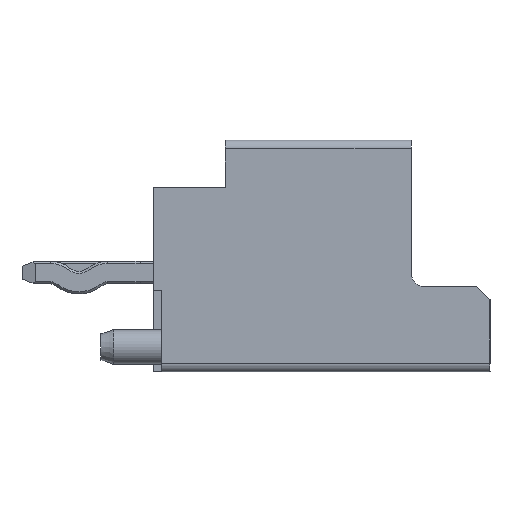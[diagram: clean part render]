
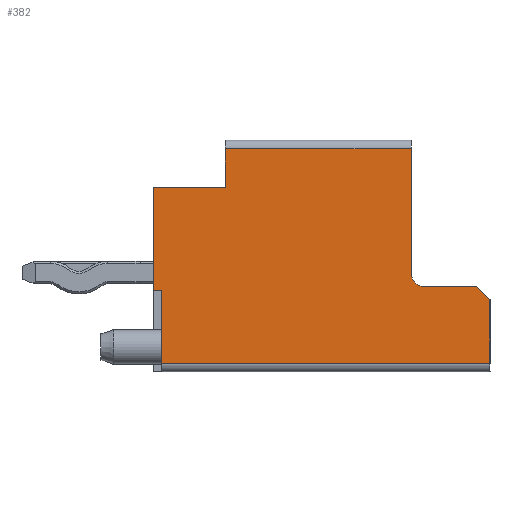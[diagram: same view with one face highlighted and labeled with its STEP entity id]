
A CAD part, left-side view. The second image highlights one B-rep face of the part: STEP entity #382.
In plain terms, the highlighted planar face has unit normal (-1, 0, 0).
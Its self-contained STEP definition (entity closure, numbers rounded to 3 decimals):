
#114=CARTESIAN_POINT('',(-6.,-0.2,0.2));
#115=VERTEX_POINT('',#114);
#123=CARTESIAN_POINT('',(-6.,-0.2,1.85));
#124=VERTEX_POINT('',#123);
#125=CARTESIAN_POINT('',(-6.,-0.2,0.2));
#126=DIRECTION('',(0.,0.,1.));
#127=VECTOR('',#126,1.65);
#128=LINE('',#125,#127);
#129=EDGE_CURVE('',#115,#124,#128,.T.);
#270=CARTESIAN_POINT('',(-6.,0.,4.22));
#271=VERTEX_POINT('',#270);
#279=CARTESIAN_POINT('',(-6.,0.,1.85));
#280=VERTEX_POINT('',#279);
#287=CARTESIAN_POINT('',(-6.,0.,1.85));
#288=DIRECTION('',(0.,0.,1.));
#289=VECTOR('',#288,2.37);
#290=LINE('',#287,#289);
#291=EDGE_CURVE('',#280,#271,#290,.T.);
#296=CARTESIAN_POINT('',(-6.,-3.85,2.65));
#297=DIRECTION('',(0.,0.,-1.));
#298=DIRECTION('',(-1.,0.,0.));
#299=AXIS2_PLACEMENT_3D('',#296,#298,#297);
#300=PLANE('',#299);
#301=ORIENTED_EDGE('',*,*,#291,.F.);
#302=CARTESIAN_POINT('',(-6.,0.,1.85));
#303=DIRECTION('',(0.,-1.,0.));
#304=VECTOR('',#303,0.2);
#305=LINE('',#302,#304);
#306=EDGE_CURVE('',#280,#124,#305,.T.);
#307=ORIENTED_EDGE('',*,*,#306,.T.);
#308=ORIENTED_EDGE('',*,*,#129,.F.);
#309=CARTESIAN_POINT('',(-6.,-7.7,0.2));
#310=VERTEX_POINT('',#309);
#311=CARTESIAN_POINT('',(-6.,-0.2,0.2));
#312=DIRECTION('',(0.,-1.,0.));
#313=VECTOR('',#312,7.5);
#314=LINE('',#311,#313);
#315=EDGE_CURVE('',#115,#310,#314,.T.);
#316=ORIENTED_EDGE('',*,*,#315,.T.);
#317=CARTESIAN_POINT('',(-6.,-7.7,1.65));
#318=VERTEX_POINT('',#317);
#319=CARTESIAN_POINT('',(-6.,-7.7,0.2));
#320=DIRECTION('',(0.,0.,1.));
#321=VECTOR('',#320,1.45);
#322=LINE('',#319,#321);
#323=EDGE_CURVE('',#310,#318,#322,.T.);
#324=ORIENTED_EDGE('',*,*,#323,.T.);
#325=CARTESIAN_POINT('',(-6.,-7.4,1.95));
#326=VERTEX_POINT('',#325);
#327=CARTESIAN_POINT('',(-6.,-7.7,1.65));
#328=DIRECTION('',(0.,0.707,0.707));
#329=VECTOR('',#328,0.424);
#330=LINE('',#327,#329);
#331=EDGE_CURVE('',#318,#326,#330,.T.);
#332=ORIENTED_EDGE('',*,*,#331,.T.);
#333=CARTESIAN_POINT('',(-6.,-6.2,1.95));
#334=VERTEX_POINT('',#333);
#335=CARTESIAN_POINT('',(-6.,-7.4,1.95));
#336=DIRECTION('',(0.,1.,0.));
#337=VECTOR('',#336,1.2);
#338=LINE('',#335,#337);
#339=EDGE_CURVE('',#326,#334,#338,.T.);
#340=ORIENTED_EDGE('',*,*,#339,.T.);
#341=CARTESIAN_POINT('',(-6.,-5.9,2.25));
#342=VERTEX_POINT('',#341);
#343=CARTESIAN_POINT('',(-6.,-6.2,2.25));
#344=DIRECTION('',(0.,0.,-1.));
#345=DIRECTION('',(1.,0.,0.));
#346=AXIS2_PLACEMENT_3D('',#343,#345,#344);
#347=CIRCLE('',#346,0.3);
#348=EDGE_CURVE('',#334,#342,#347,.T.);
#349=ORIENTED_EDGE('',*,*,#348,.T.);
#350=CARTESIAN_POINT('',(-6.,-5.9,5.1));
#351=VERTEX_POINT('',#350);
#352=CARTESIAN_POINT('',(-6.,-5.9,2.25));
#353=DIRECTION('',(0.,0.,1.));
#354=VECTOR('',#353,2.85);
#355=LINE('',#352,#354);
#356=EDGE_CURVE('',#342,#351,#355,.T.);
#357=ORIENTED_EDGE('',*,*,#356,.T.);
#358=CARTESIAN_POINT('',(-6.,-1.65,5.1));
#359=VERTEX_POINT('',#358);
#360=CARTESIAN_POINT('',(-6.,-5.9,5.1));
#361=DIRECTION('',(0.,1.,0.));
#362=VECTOR('',#361,4.25);
#363=LINE('',#360,#362);
#364=EDGE_CURVE('',#351,#359,#363,.T.);
#365=ORIENTED_EDGE('',*,*,#364,.T.);
#366=CARTESIAN_POINT('',(-6.,-1.65,4.22));
#367=VERTEX_POINT('',#366);
#368=CARTESIAN_POINT('',(-6.,-1.65,5.1));
#369=DIRECTION('',(0.,0.,-1.));
#370=VECTOR('',#369,0.88);
#371=LINE('',#368,#370);
#372=EDGE_CURVE('',#359,#367,#371,.T.);
#373=ORIENTED_EDGE('',*,*,#372,.T.);
#374=CARTESIAN_POINT('',(-6.,-1.65,4.22));
#375=DIRECTION('',(0.,1.,0.));
#376=VECTOR('',#375,1.65);
#377=LINE('',#374,#376);
#378=EDGE_CURVE('',#367,#271,#377,.T.);
#379=ORIENTED_EDGE('',*,*,#378,.T.);
#380=EDGE_LOOP('',(#301,#307,#308,#316,#324,#332,#340,#349,#357,#365,#373,#379));
#381=FACE_OUTER_BOUND('',#380,.T.);
#382=ADVANCED_FACE('',(#381),#300,.T.);
